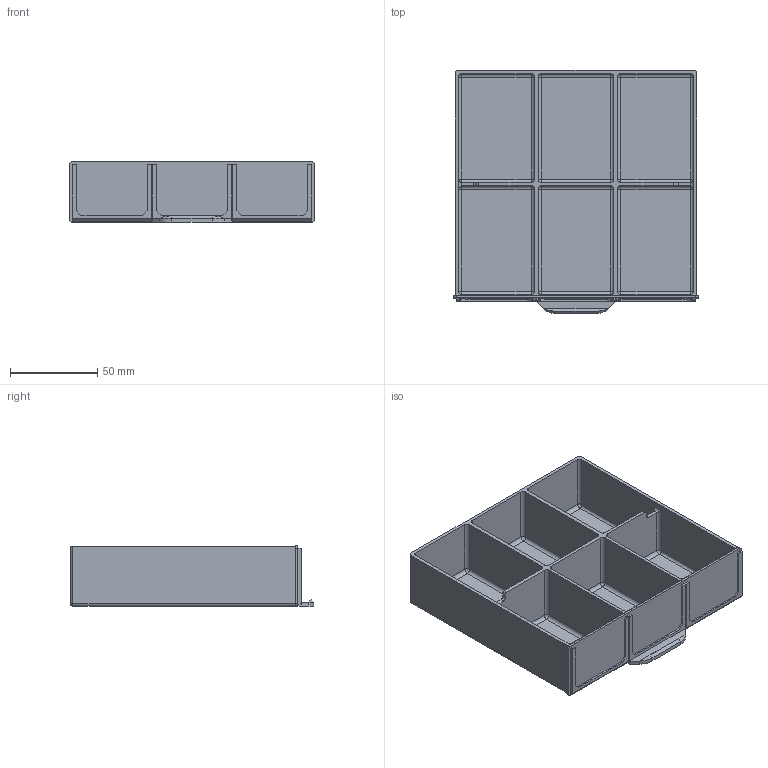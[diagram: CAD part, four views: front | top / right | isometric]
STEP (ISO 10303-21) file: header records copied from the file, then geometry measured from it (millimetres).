
FILE_DESCRIPTION(/* description */ (''),/* implementation_level */ '2;1');
FILE_NAME(/* name */ 'BoxMiddleMiddleDblWideDblTallDblDeepDrwrDivDiv.stp',/* time_stamp */ '2019-11-18T13:38:16-08:00',/* author */ ('stewie'),/* organization */ (''),/* preprocessor_version */ 'ST-DEVELOPER v16.13',/* originating_system */ 'Autodesk Inventor 2018',/* authorisation */ '');
FILE_SCHEMA (('AUTOMOTIVE_DESIGN { 1 0 10303 214 3 1 1 }'));
Length unit declared in the file: millimetre
Products named in the file (1): BoxMiddleMiddleDblWideDblTallDblDeepDrwrDivDiv
Bounding box: 140.62 x 139.78 x 34.66 mm (x, y, z)
Volume: 76540.8 mm3; surface area: 98058.9 mm2
Topology: 1 solids, 1 shells, 185 faces, 455 edges, 274 vertices
Faces by surface type: plane 92, cylinder 65, sphere 18, bspline 8, cone 2
Entity records: 5520 total; most frequent: CARTESIAN_POINT 1099, DIRECTION 931, ORIENTED_EDGE 902, EDGE_CURVE 451, LINE 315, VECTOR 315, AXIS2_PLACEMENT_3D 308, VERTEX_POINT 274
